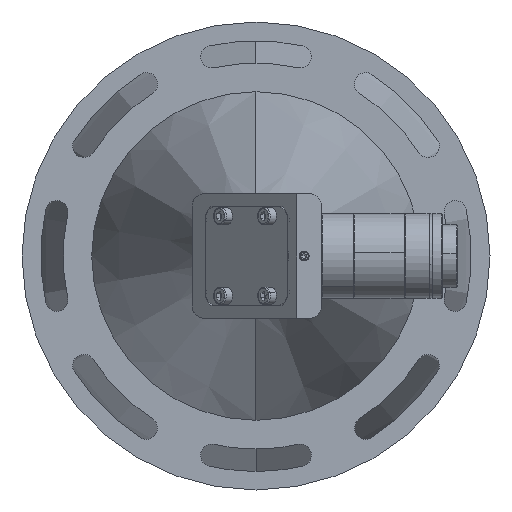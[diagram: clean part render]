
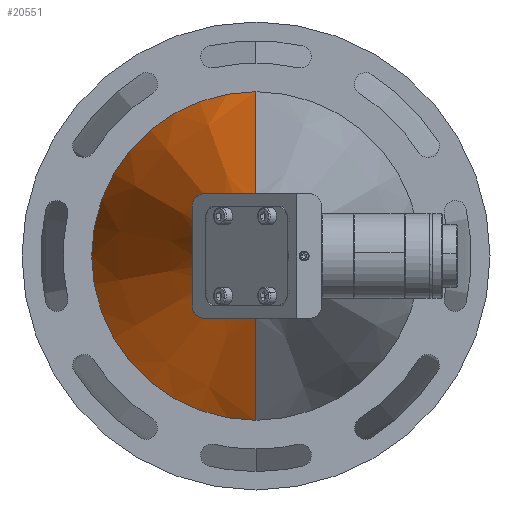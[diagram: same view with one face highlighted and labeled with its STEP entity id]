
A CAD part, front view. The second image highlights one B-rep face of the part: STEP entity #20551.
In plain terms, the highlighted conical face has half-angle 17 degrees and reference radius 66 mm.
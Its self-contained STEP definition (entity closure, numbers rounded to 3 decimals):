
#374 = DIRECTION ( 'NONE',  ( 0., 0., 1. ) ) ;
#1317 = VERTEX_POINT ( 'NONE', #12764 ) ;
#2560 = VERTEX_POINT ( 'NONE', #15417 ) ;
#3888 = AXIS2_PLACEMENT_3D ( 'NONE', #16559, #29117, #31924 ) ;
#3922 = DIRECTION ( 'NONE',  ( 0., 0., 1. ) ) ;
#8445 = VERTEX_POINT ( 'NONE', #25643 ) ;
#12764 = CARTESIAN_POINT ( 'NONE',  ( -27.358, 46.64, 25. ) ) ;
#13542 = DIRECTION ( 'NONE',  ( 0., 0.956, 0.292 ) ) ;
#15058 = EDGE_LOOP ( 'NONE', ( #16125, #24766, #24746, #15505 ) ) ;
#15276 = CARTESIAN_POINT ( 'NONE',  ( -27.358, 180.745, 0. ) ) ;
#15417 = CARTESIAN_POINT ( 'NONE',  ( -27.358, 180.745, 66. ) ) ;
#15505 = ORIENTED_EDGE ( 'NONE', *, *, #18676, .T. ) ;
#16125 = ORIENTED_EDGE ( 'NONE', *, *, #26790, .F. ) ;
#16559 = CARTESIAN_POINT ( 'NONE',  ( -27.358, 180.745, 0. ) ) ;
#18099 = CIRCLE ( 'NONE', #3888, 66. ) ;
#18639 = AXIS2_PLACEMENT_3D ( 'NONE', #24760, #27967, #374 ) ;
#18676 = EDGE_CURVE ( 'NONE', #2560, #22912, #18099, .T. ) ;
#19129 = LINE ( 'NONE', #21480, #32947 ) ;
#20132 = EDGE_CURVE ( 'NONE', #1317, #2560, #19129, .T. ) ;
#20505 = FACE_OUTER_BOUND ( 'NONE', #15058, .T. ) ;
#20551 = ADVANCED_FACE ( 'NONE', ( #20505 ), #33123, .T. ) ;
#20636 = CARTESIAN_POINT ( 'NONE',  ( -27.358, 180.745, -66. ) ) ;
#21480 = CARTESIAN_POINT ( 'NONE',  ( -27.358, 180.745, 66. ) ) ;
#22286 = VECTOR ( 'NONE', #29872, 1000. ) ;
#22912 = VERTEX_POINT ( 'NONE', #25396 ) ;
#24376 = EDGE_CURVE ( 'NONE', #8445, #1317, #30597, .T. ) ;
#24746 = ORIENTED_EDGE ( 'NONE', *, *, #20132, .T. ) ;
#24760 = CARTESIAN_POINT ( 'NONE',  ( -27.358, 46.64, 0. ) ) ;
#24766 = ORIENTED_EDGE ( 'NONE', *, *, #24376, .T. ) ;
#25396 = CARTESIAN_POINT ( 'NONE',  ( -27.358, 180.745, -66. ) ) ;
#25643 = CARTESIAN_POINT ( 'NONE',  ( -27.358, 46.64, -25. ) ) ;
#25844 = DIRECTION ( 'NONE',  ( 0., 1., 0. ) ) ;
#26790 = EDGE_CURVE ( 'NONE', #8445, #22912, #34113, .T. ) ;
#27456 = AXIS2_PLACEMENT_3D ( 'NONE', #15276, #25844, #3922 ) ;
#27967 = DIRECTION ( 'NONE',  ( 0., 1., 0. ) ) ;
#29117 = DIRECTION ( 'NONE',  ( 0., -1., 0. ) ) ;
#29872 = DIRECTION ( 'NONE',  ( 0., 0.956, -0.292 ) ) ;
#30597 = CIRCLE ( 'NONE', #18639, 25. ) ;
#31924 = DIRECTION ( 'NONE',  ( 0., 0., 1. ) ) ;
#32947 = VECTOR ( 'NONE', #13542, 1000. ) ;
#33123 = CONICAL_SURFACE ( 'NONE', #27456, 66., 0.297 ) ;
#34113 = LINE ( 'NONE', #20636, #22286 ) ;
